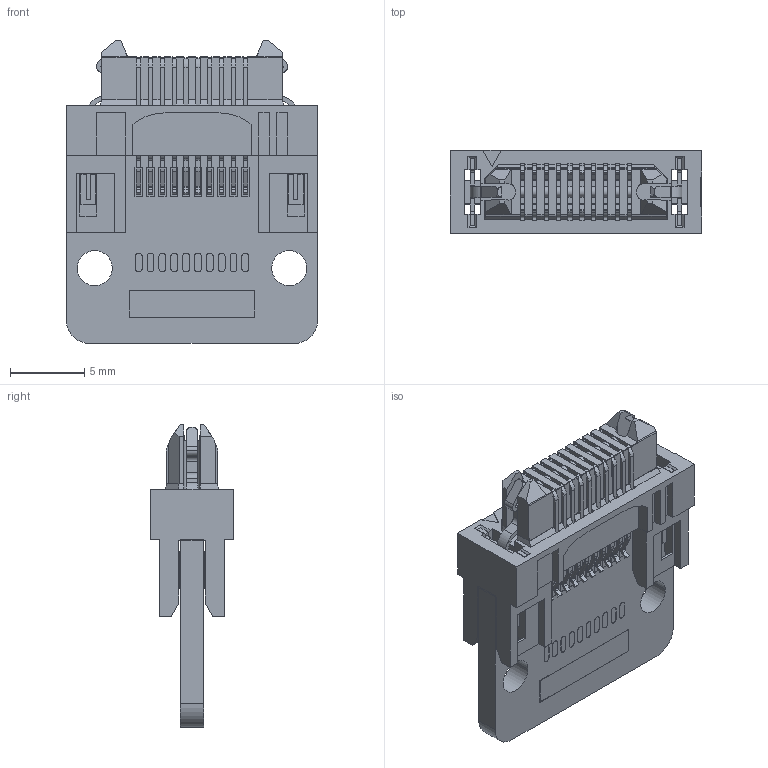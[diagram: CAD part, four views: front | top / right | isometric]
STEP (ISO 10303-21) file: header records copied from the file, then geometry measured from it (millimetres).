
FILE_DESCRIPTION (( 'STEP AP203' ), '1' );
FILE_NAME ('ERCD-010-TEU-N-S-1.step', '2010-11-04T20:51:45', ( 'Samtec' ), ( 'SAMTEC' ), 'SwSTEP 2.0', 'SolidWorks 2010', '' );
FILE_SCHEMA (( 'CONFIG_CONTROL_DESIGN' ));
Length unit declared in the file: inch
Products named in the file (3): ERCD-010-TEU-N-S-1; ERCD PCB-EM_10 POS; ERM8-EM
Assembly tree (2 placements, depth 2):
  ERCD-010-TEU-N-S-1
    ERM8-EM
    ERCD PCB-EM_10 POS
Bounding box: 17 x 5.6 x 20.45 mm (x, y, z)
Volume: 712.4 mm3; surface area: 1867.4 mm2
Topology: 2 solids, 2 shells, 1412 faces, 4201 edges, 2724 vertices
Faces by surface type: plane 1053, cylinder 359
Entity records: 47424 total; most frequent: CARTESIAN_POINT 8516, ORIENTED_EDGE 8402, DIRECTION 7785, EDGE_CURVE 4201, VECTOR 3335, LINE 3335, VERTEX_POINT 2724, AXIS2_PLACEMENT_3D 2225
